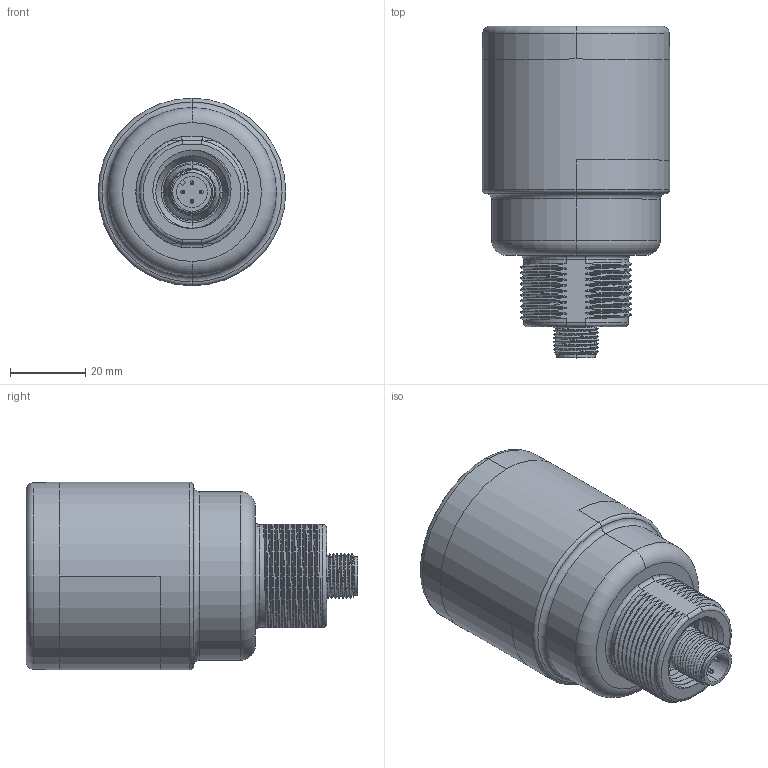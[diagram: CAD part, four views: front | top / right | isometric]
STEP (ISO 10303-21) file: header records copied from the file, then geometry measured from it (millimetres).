
FILE_DESCRIPTION((''),'2;1');
FILE_NAME('145170_SW','2009-02-10T',('banengservice'),('BANNER ENGINEERING'),'PRO/ENGINEER BY PARAMETRIC TECHNOLOGY CORPORATION, 2006170','PRO/ENGINEER BY PARAMETRIC TECHNOLOGY CORPORATION, 2006170','');
FILE_SCHEMA(('CONFIG_CONTROL_DESIGN'));
Length unit declared in the file: inch
Products named in the file (1): 145170_SW
Bounding box: 50 x 88.45 x 50 mm (x, y, z)
Volume: 44820.8 mm3; surface area: 40234.7 mm2
Topology: 2 solids, 2 shells, 492 faces, 1256 edges, 803 vertices
Faces by surface type: cylinder 193, bspline 110, plane 109, cone 46, torus 34
Entity records: 33206 total; most frequent: CARTESIAN_POINT 22125, ORIENTED_EDGE 2512, DIRECTION 1965, EDGE_CURVE 1256, VERTEX_POINT 803, AXIS2_PLACEMENT_3D 756, EDGE_LOOP 529, FACE_OUTER_BOUND 492
